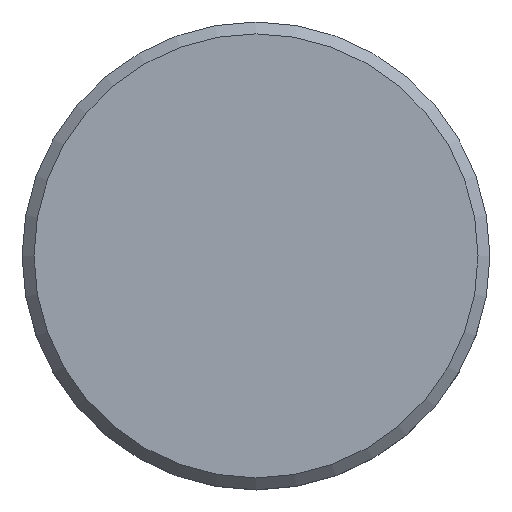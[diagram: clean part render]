
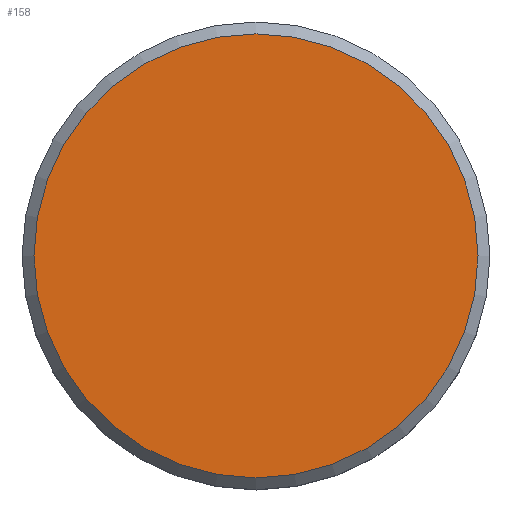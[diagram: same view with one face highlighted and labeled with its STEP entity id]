
A CAD part, top view. The second image highlights one B-rep face of the part: STEP entity #158.
In plain terms, the highlighted planar face has unit normal (0, 0, 1).
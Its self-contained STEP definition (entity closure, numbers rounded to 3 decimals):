
#19=PLANE('',#189);
#32=FACE_OUTER_BOUND('',#45,.T.);
#45=EDGE_LOOP('',(#128));
#77=CIRCLE('',#188,18.7);
#87=VERTEX_POINT('',#272);
#101=EDGE_CURVE('',#87,#87,#77,.T.);
#128=ORIENTED_EDGE('',*,*,#101,.F.);
#158=ADVANCED_FACE('',(#32),#19,.T.);
#188=AXIS2_PLACEMENT_3D('',#273,#222,#223);
#189=AXIS2_PLACEMENT_3D('',#275,#225,#226);
#222=DIRECTION('center_axis',(0.,0.,-1.));
#223=DIRECTION('ref_axis',(1.,0.,0.));
#225=DIRECTION('center_axis',(0.,0.,1.));
#226=DIRECTION('ref_axis',(1.,0.,0.));
#272=CARTESIAN_POINT('',(-18.7,0.,12.));
#273=CARTESIAN_POINT('Origin',(0.,0.,12.));
#275=CARTESIAN_POINT('Origin',(0.,0.,12.));
